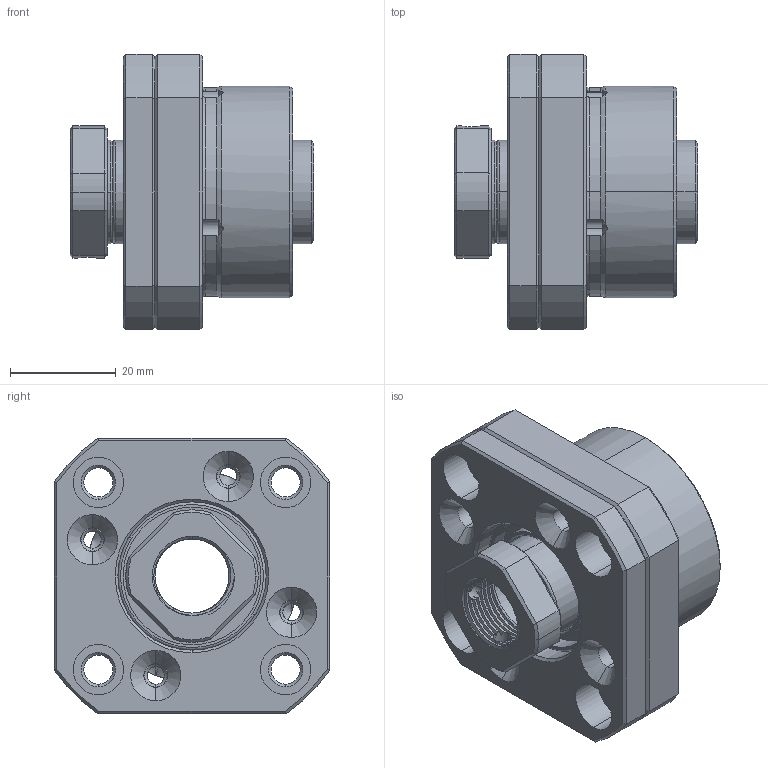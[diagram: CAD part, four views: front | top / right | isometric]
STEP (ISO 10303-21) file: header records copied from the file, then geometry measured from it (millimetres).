
FILE_DESCRIPTION (( 'STEP AP203' ), '1' );
FILE_NAME ('FK15²Õ¦X.STEP', '2010-08-13T07:14:29', ( '' ), ( '' ), 'SwSTEP 2.0', 'SolidWorks 2008', '' );
FILE_SCHEMA (( 'CONFIG_CONTROL_DESIGN' ));
Length unit declared in the file: millimetre
Products named in the file (1): FK15組合
Bounding box: 46 x 52 x 52 mm (x, y, z)
Volume: 46200.6 mm3; surface area: 33000.2 mm2
Topology: 35 solids, 35 shells, 452 faces, 1108 edges, 674 vertices
Faces by surface type: cylinder 130, cone 97, torus 93, plane 66, sphere 48, bspline 18
Entity records: 20582 total; most frequent: CARTESIAN_POINT 10611, DIRECTION 2195, ORIENTED_EDGE 1964, EDGE_CURVE 982, AXIS2_PLACEMENT_3D 972, VERTEX_POINT 602, CIRCLE 537, EDGE_LOOP 512
